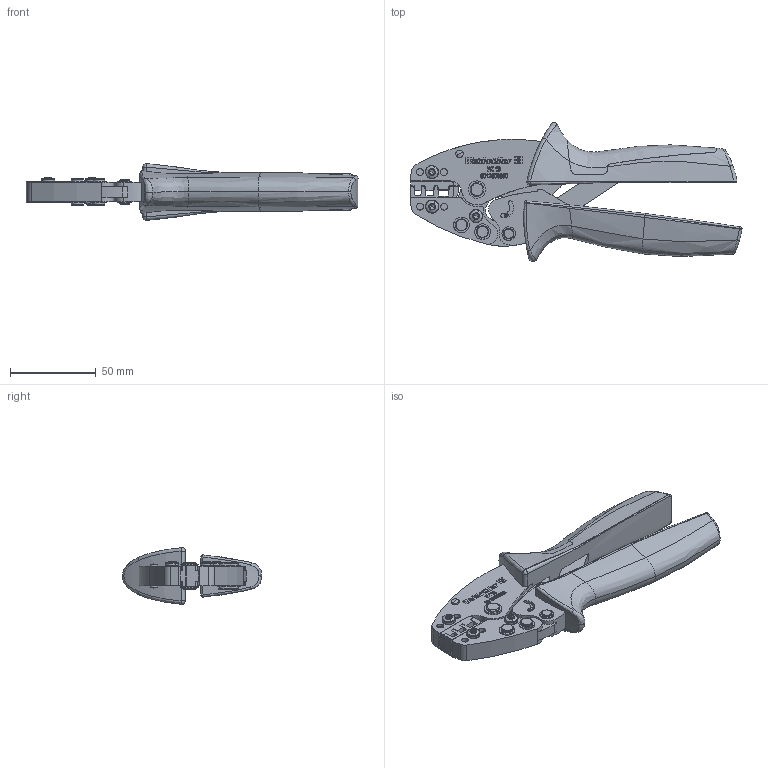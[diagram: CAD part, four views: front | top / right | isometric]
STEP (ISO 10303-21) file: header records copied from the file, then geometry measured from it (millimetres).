
FILE_DESCRIPTION(('CATIA V5 STEP Exchange','CAx-IF Rec.Pracs.--- Model Styling and Organization---1.5--- 2016-08-15','CAx-IF Rec.Pracs.---Supplemental Geometry---1.0---2011-11-01','CAx-IF Rec.Pracs.--- Composite Materials ---1.1---2010-07-15'),'2;1');
FILE_NAME ('033420-3_0', '2024-11-07T12:56:39+00:00', ('none'), ('Weidmueller'), 'CATIA Version 5-6 Release 2022 SP4 HF5', 'CATIA V5 STEP AP214 v3', 'none');
FILE_SCHEMA(('AUTOMOTIVE_DESIGN { 1 0 10303 214 1 1 1 1 }'));
Length unit declared in the file: millimetre
Products named in the file (1): 9012600000_PZ_16_AllCATPart
Bounding box: 193.63 x 81.1 x 33.02 mm (x, y, z)
Volume: 141572.5 mm3; surface area: 33941.9 mm2
Topology: 1 solids, 1 shells, 1225 faces, 3409 edges, 2258 vertices
Faces by surface type: plane 461, extrusion 391, cylinder 193, bspline 128, cone 26, torus 18, sphere 8
Entity records: 50864 total; most frequent: CARTESIAN_POINT 22161, ORIENTED_EDGE 6794, DIRECTION 3411, EDGE_CURVE 3397, VERTEX_POINT 2258, VECTOR 2005, B_SPLINE_CURVE_WITH_KNOTS 1628, LINE 1614
